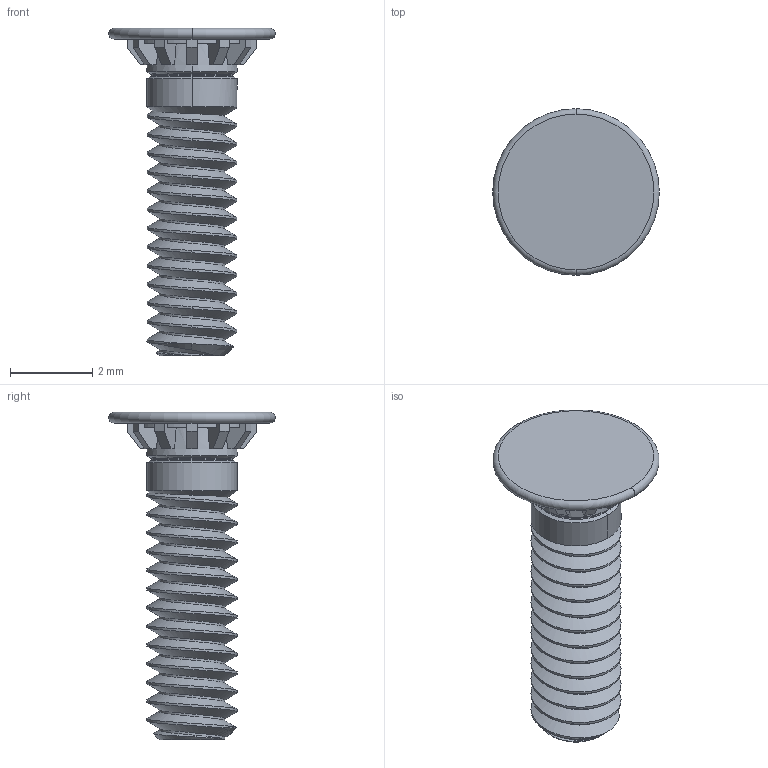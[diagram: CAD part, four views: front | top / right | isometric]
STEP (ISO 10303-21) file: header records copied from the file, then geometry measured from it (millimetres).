
FILE_DESCRIPTION (( 'STEP AP203' ), '1' );
FILE_NAME ('93580A542_Press-Fit Studs.STEP', '2023-01-30T15:45:52', ( 'Administrator' ), ( 'Managed by Terraform' ), 'SwSTEP 2.0', 'SolidWorks 2017', '' );
FILE_SCHEMA (( 'CONFIG_CONTROL_DESIGN' ));
Length unit declared in the file: inch
Products named in the file (1): 93580A542_Press-Fit Studs
Bounding box: 4.04 x 4.04 x 7.94 mm (x, y, z)
Volume: 26.9 mm3; surface area: 105.8 mm2
Topology: 1 solids, 1 shells, 142 faces, 400 edges, 261 vertices
Faces by surface type: plane 76, cylinder 41, cone 16, torus 6, bspline 3
Entity records: 6213 total; most frequent: CARTESIAN_POINT 2636, ORIENTED_EDGE 796, DIRECTION 675, EDGE_CURVE 398, VERTEX_POINT 261, AXIS2_PLACEMENT_3D 226, LINE 223, VECTOR 223
